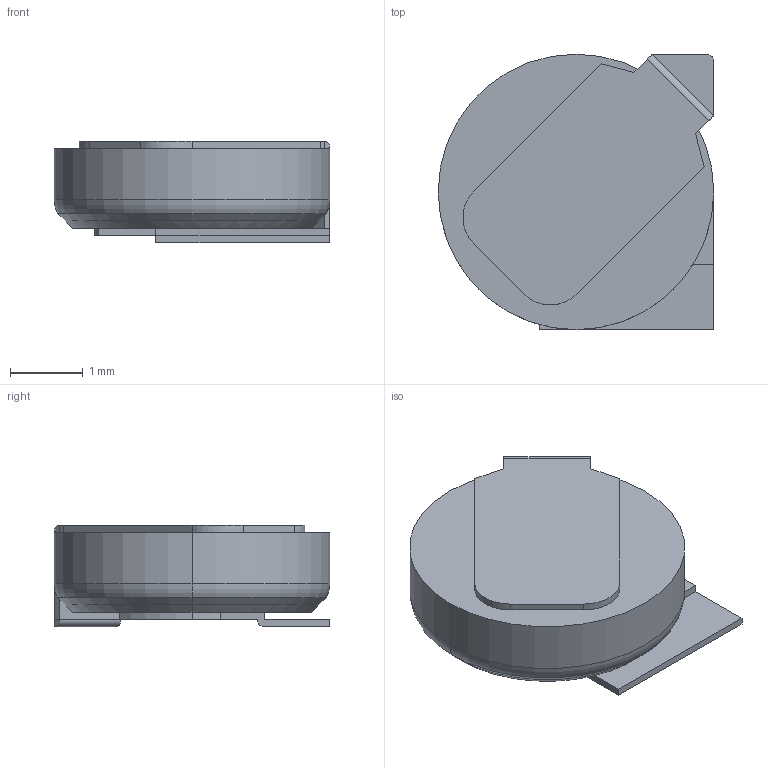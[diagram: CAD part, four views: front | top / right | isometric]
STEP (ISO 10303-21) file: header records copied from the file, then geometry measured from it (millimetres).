
FILE_DESCRIPTION (( 'STEP AP214' ), '1' );
FILE_NAME ('SM3R3333-T01.STEP', '2025-02-19T14:40:54', ( '' ), ( '' ), 'SwSTEP 2.0', 'SolidWorks 2025', '' );
FILE_SCHEMA (( 'AUTOMOTIVE_DESIGN' ));
Length unit declared in the file: millimetre
Products named in the file (1): SM3R3333-T01
Bounding box: 3.8 x 3.8 x 1.4 mm (x, y, z)
Volume: 13.7 mm3; surface area: 59 mm2
Topology: 2 solids, 2 shells, 51 faces, 115 edges, 68 vertices
Faces by surface type: plane 35, cylinder 10, cone 4, torus 2
Entity records: 1985 total; most frequent: DIRECTION 250, CARTESIAN_POINT 235, ORIENTED_EDGE 230, EDGE_CURVE 115, VECTOR 84, LINE 84, AXIS2_PLACEMENT_3D 83, VERTEX_POINT 68
